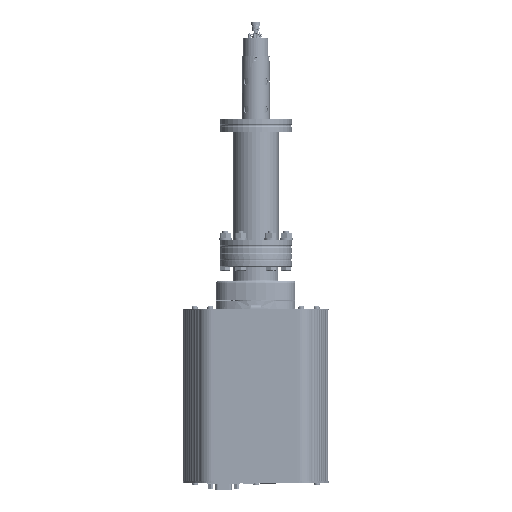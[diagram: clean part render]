
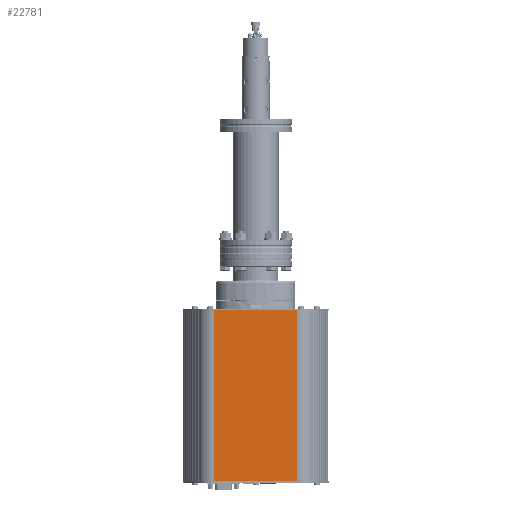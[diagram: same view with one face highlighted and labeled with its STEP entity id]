
A CAD part, front view. The second image highlights one B-rep face of the part: STEP entity #22781.
In plain terms, the highlighted planar face has unit normal (0, -1, 0).
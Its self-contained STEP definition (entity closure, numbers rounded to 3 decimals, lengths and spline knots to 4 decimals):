
#22781=ADVANCED_FACE('',(#29295),#27083,.T.);
#27083=PLANE('',#88792);
#29295=FACE_OUTER_BOUND('',#32538,.T.);
#32538=EDGE_LOOP('',(#43037,#43038,#43039,#43040));
#43037=ORIENTED_EDGE('',*,*,#70185,.T.);
#43038=ORIENTED_EDGE('',*,*,#70184,.T.);
#43039=ORIENTED_EDGE('',*,*,#70133,.T.);
#43040=ORIENTED_EDGE('',*,*,#70186,.F.);
#61400=VERTEX_POINT('',#126903);
#61401=VERTEX_POINT('',#126905);
#61433=VERTEX_POINT('',#127003);
#61434=VERTEX_POINT('',#127007);
#70133=EDGE_CURVE('',#61401,#61400,#79294,.T.);
#70184=EDGE_CURVE('',#61433,#61401,#79315,.T.);
#70185=EDGE_CURVE('',#61434,#61433,#79316,.T.);
#70186=EDGE_CURVE('',#61434,#61400,#79317,.T.);
#79294=LINE('',#126904,#83470);
#79315=LINE('',#127004,#83491);
#79316=LINE('',#127006,#83492);
#79317=LINE('',#127008,#83493);
#83470=VECTOR('',#100096,1.);
#83491=VECTOR('',#100209,1.);
#83492=VECTOR('',#100212,1.);
#83493=VECTOR('',#100213,1.);
#88792=AXIS2_PLACEMENT_3D('',#127009,#100214,#100215);
#100096=DIRECTION('',(-1.,0.,0.));
#100209=DIRECTION('',(0.,0.,1.));
#100212=DIRECTION('',(1.,0.,0.));
#100213=DIRECTION('',(0.,0.,1.));
#100214=DIRECTION('',(0.,-1.,0.));
#100215=DIRECTION('',(0.,0.,1.));
#126903=CARTESIAN_POINT('',(-1.3448,-2.7728,6.6359));
#126904=CARTESIAN_POINT('',(1.8294,-2.7728,6.6359));
#126905=CARTESIAN_POINT('',(1.8294,-2.7728,6.6359));
#127003=CARTESIAN_POINT('',(1.8294,-2.7728,0.1399));
#127004=CARTESIAN_POINT('',(1.8294,-2.7728,0.1399));
#127006=CARTESIAN_POINT('',(-1.3448,-2.7728,0.1399));
#127007=CARTESIAN_POINT('',(-1.3448,-2.7728,0.1399));
#127008=CARTESIAN_POINT('',(-1.3448,-2.7728,0.1399));
#127009=CARTESIAN_POINT('',(-1.3448,-2.7728,0.1399));
